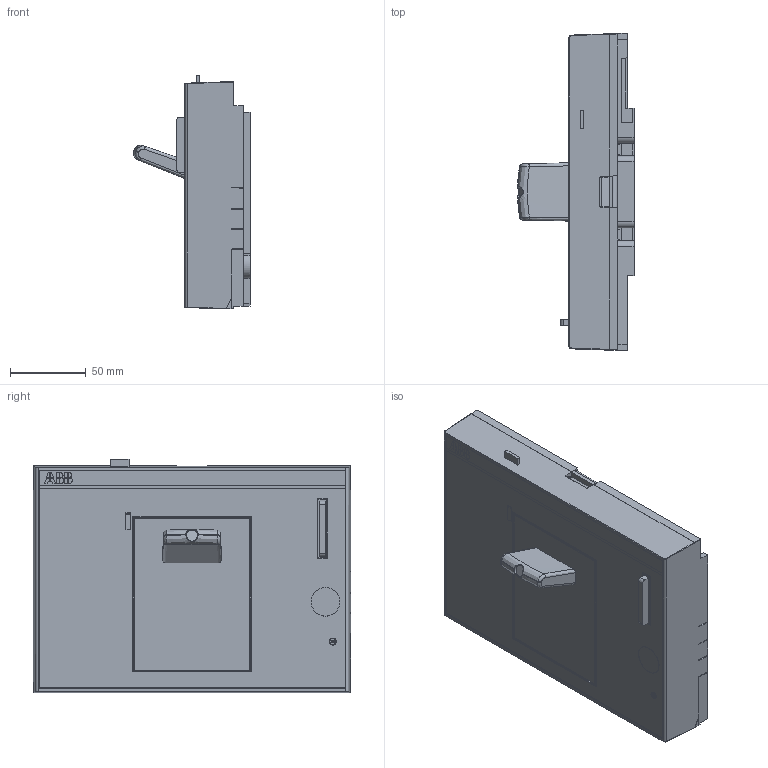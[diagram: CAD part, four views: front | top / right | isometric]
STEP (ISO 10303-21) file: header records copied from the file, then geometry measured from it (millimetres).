
FILE_DESCRIPTION((''),'2;1');
FILE_NAME('ASM0004_ASM','2019-06-06T',('ITSTCAR1'),(''),'CREO PARAMETRIC BY PTC INC, 2016050','CREO PARAMETRIC BY PTC INC, 2016050','');
FILE_SCHEMA(('AUTOMOTIVE_DESIGN { 1 0 10303 214 1 1 1 1 }'));
Length unit declared in the file: millimetre
Products named in the file (2): MSBR-1_1_2; ASM0004_ASM
Assembly tree (1 placements, depth 2):
  ASM0004_ASM
    MSBR-1_1_2
Bounding box: 77.27 x 209.56 x 154.48 mm (x, y, z)
Volume: 1159177.1 mm3; surface area: 103629 mm2
Topology: 1 solids, 5 shells, 851 faces, 2294 edges, 1531 vertices
Faces by surface type: plane 676, cylinder 97, extrusion 47, bspline 22, torus 4, cone 4, sphere 1
Entity records: 30672 total; most frequent: CARTESIAN_POINT 8438, ORIENTED_EDGE 4586, DIRECTION 3910, EDGE_CURVE 2293, VECTOR 1886, LINE 1839, VERTEX_POINT 1531, AXIS2_PLACEMENT_3D 1012
